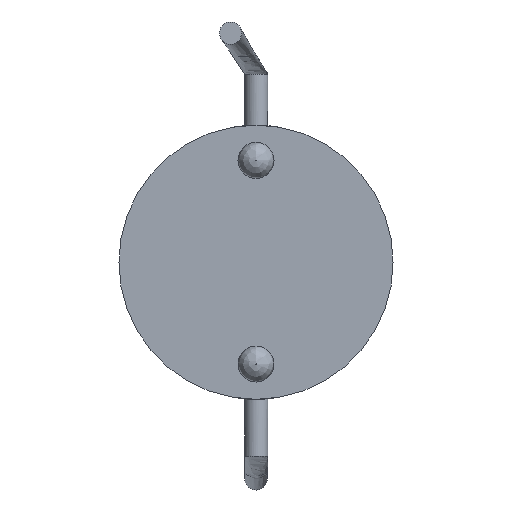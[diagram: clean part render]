
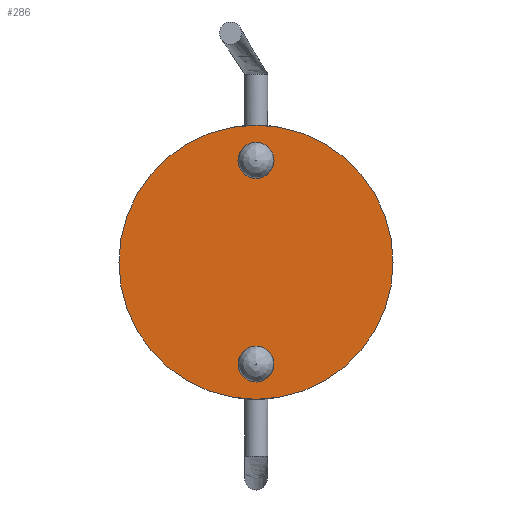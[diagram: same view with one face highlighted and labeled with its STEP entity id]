
A CAD part, front view. The second image highlights one B-rep face of the part: STEP entity #286.
In plain terms, the highlighted planar face has unit normal (0, -1, 0).
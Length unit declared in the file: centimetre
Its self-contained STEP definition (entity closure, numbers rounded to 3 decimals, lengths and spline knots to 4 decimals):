
#17=FACE_BOUND('',#95,.T.);
#18=FACE_BOUND('',#96,.T.);
#73=FACE_OUTER_BOUND('',#94,.T.);
#94=EDGE_LOOP('',(#259));
#95=EDGE_LOOP('',(#260));
#96=EDGE_LOOP('',(#261));
#108=CIRCLE('',#317,0.7071);
#113=CIRCLE('',#324,0.707);
#120=CIRCLE('',#335,5.3852);
#137=VERTEX_POINT('',#702);
#141=VERTEX_POINT('',#741);
#147=VERTEX_POINT('',#787);
#170=EDGE_CURVE('',#137,#137,#108,.T.);
#176=EDGE_CURVE('',#141,#141,#113,.T.);
#185=EDGE_CURVE('',#147,#147,#120,.T.);
#259=ORIENTED_EDGE('',*,*,#185,.F.);
#260=ORIENTED_EDGE('',*,*,#170,.T.);
#261=ORIENTED_EDGE('',*,*,#176,.T.);
#268=PLANE('',#337);
#286=ADVANCED_FACE('',(#73,#17,#18),#268,.F.);
#317=AXIS2_PLACEMENT_3D('',#704,#377,#378);
#324=AXIS2_PLACEMENT_3D('',#743,#392,#393);
#335=AXIS2_PLACEMENT_3D('',#789,#416,#417);
#337=AXIS2_PLACEMENT_3D('',#791,#420,#421);
#377=DIRECTION('center_axis',(0.,1.,0.));
#378=DIRECTION('ref_axis',(1.,0.,0.));
#392=DIRECTION('center_axis',(0.,1.,0.));
#393=DIRECTION('ref_axis',(1.,0.,0.));
#416=DIRECTION('center_axis',(0.,1.,0.));
#417=DIRECTION('ref_axis',(1.,0.,0.));
#420=DIRECTION('center_axis',(0.,1.,0.));
#421=DIRECTION('ref_axis',(1.,0.,0.));
#702=CARTESIAN_POINT('',(4.2929,0.,-1.));
#704=CARTESIAN_POINT('Origin',(5.,0.,-1.));
#741=CARTESIAN_POINT('',(4.293,0.,-9.));
#743=CARTESIAN_POINT('Origin',(5.,0.,-9.));
#787=CARTESIAN_POINT('',(-0.3852,0.,-5.));
#789=CARTESIAN_POINT('Origin',(5.,0.,-5.));
#791=CARTESIAN_POINT('Origin',(5.,0.,-5.));
